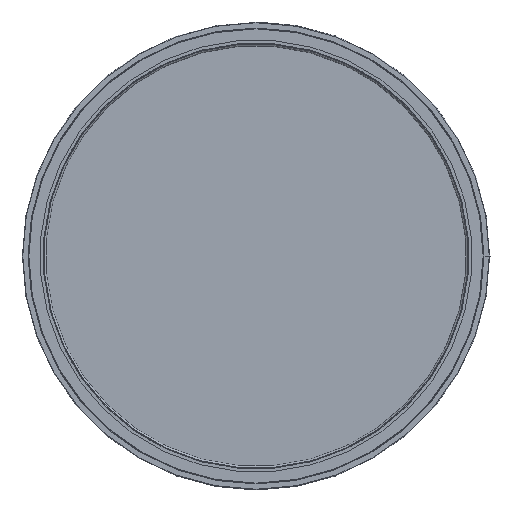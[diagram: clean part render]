
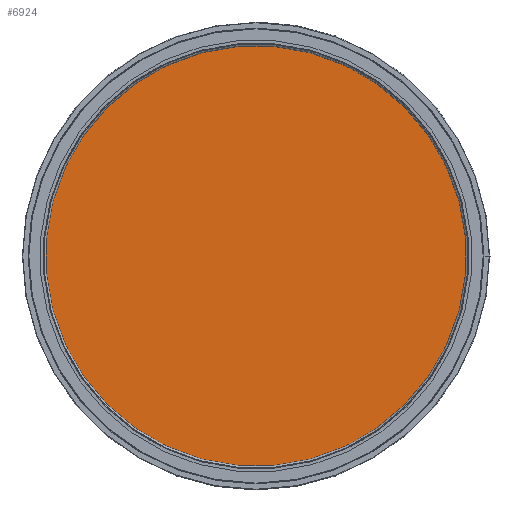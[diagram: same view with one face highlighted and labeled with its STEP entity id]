
A CAD part, front view. The second image highlights one B-rep face of the part: STEP entity #6924.
In plain terms, the highlighted face is planar.
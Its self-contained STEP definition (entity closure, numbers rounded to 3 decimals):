
#6895=CARTESIAN_POINT('',(295.0,0.,0.0));
#6896=VERTEX_POINT('',#6895);
#6897=CARTESIAN_POINT('',(0.0,0.0,0.0));
#6898=DIRECTION('',(0.0,0.0,-1.0));
#6899=DIRECTION('',(-1.0,0.0,0.0));
#6900=AXIS2_PLACEMENT_3D('',#6897,#6898,#6899);
#6901=CIRCLE('',#6900,295.0);
#6902=EDGE_CURVE('',#6896,#6896,#6901,.T.);
#6916=CARTESIAN_POINT('',(0.0,0.0,0.0));
#6917=DIRECTION('',(0.0,0.0,-1.0));
#6918=DIRECTION('',(-1.0,0.0,0.0));
#6919=AXIS2_PLACEMENT_3D('',#6916,#6917,#6918);
#6920=PLANE('',#6919);
#6921=ORIENTED_EDGE('',*,*,#6902,.T.);
#6922=EDGE_LOOP('',(#6921));
#6923=FACE_OUTER_BOUND('',#6922,.T.);
#6924=ADVANCED_FACE('',(#6923),#6920,.T.);
